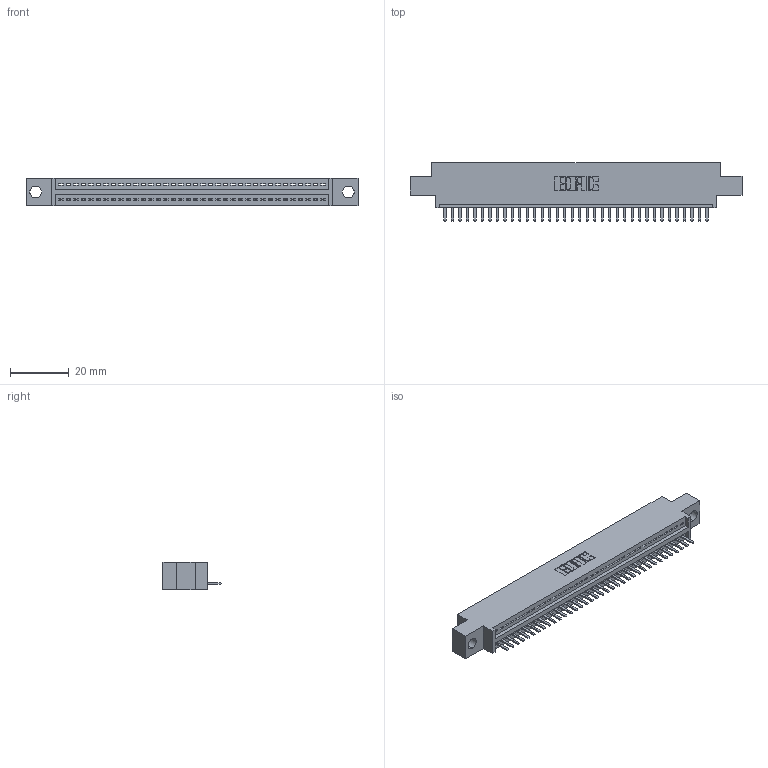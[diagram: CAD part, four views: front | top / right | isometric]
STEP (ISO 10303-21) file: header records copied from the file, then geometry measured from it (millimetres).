
FILE_DESCRIPTION (( 'STEP AP203' ), '1' );
FILE_NAME ('395-036-520-604.STEP', '2018-11-13T17:48:16', ( '' ), ( '' ), 'SwSTEP 2.0', 'SolidWorks 2016', '' );
FILE_SCHEMA (( 'CONFIG_CONTROL_DESIGN' ));
Length unit declared in the file: inch
Products named in the file (3): 395-036-520-604; 345 Part_0.170 Offset - 0.156 Dia-TH; 345-292-001_345-293-120
Assembly tree (37 placements, depth 2):
  395-036-520-604
    345 Part_0.170 Offset - 0.156 Dia-TH
    345-292-001_345-293-120  x36
Bounding box: 112.65 x 19.68 x 9.4 mm (x, y, z)
Volume: 10345.6 mm3; surface area: 13263.3 mm2
Topology: 37 solids, 37 shells, 2362 faces, 6977 edges, 4554 vertices
Faces by surface type: plane 1596, cylinder 766
Entity records: 28151 total; most frequent: CARTESIAN_POINT 4896, ORIENTED_EDGE 4854, DIRECTION 4271, EDGE_CURVE 2427, LINE 2147, VECTOR 2147, VERTEX_POINT 1614, AXIS2_PLACEMENT_3D 1062
